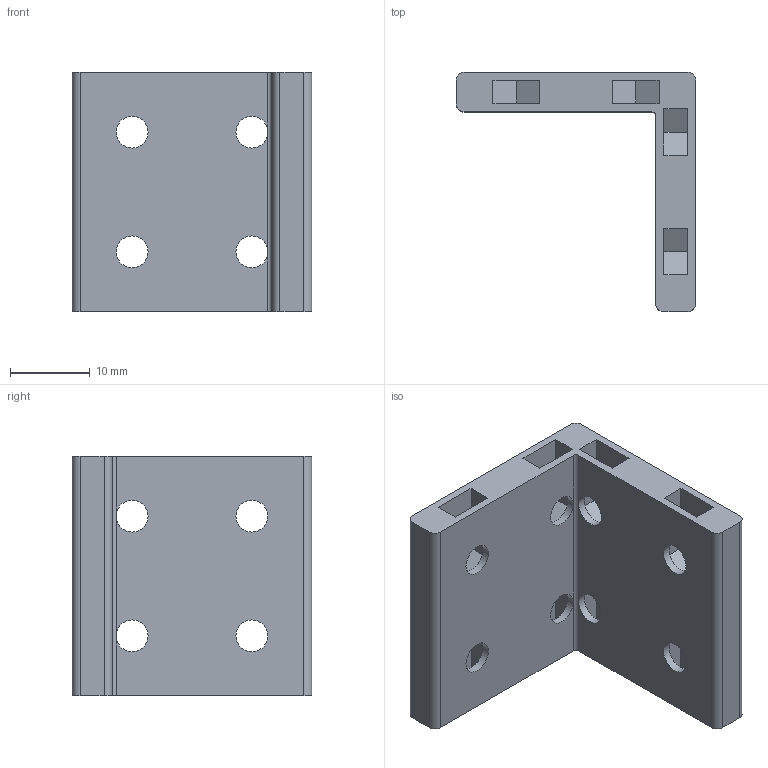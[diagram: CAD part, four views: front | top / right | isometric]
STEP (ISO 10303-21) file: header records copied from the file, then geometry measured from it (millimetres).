
FILE_DESCRIPTION(('STEP AP242'), '1');
FILE_NAME('itemCorner2', '', ('UNSPECIFIED'), ('UNSPECIFIED'), 'C3D Converter', 'C3D Toolkit', '');
FILE_SCHEMA(('AP242_MANAGED_MODEL_BASED_3D_ENGINEERING_MIM_LF { 1 0 10303 442 1 1 4 }'));
Length unit declared in the file: millimetre
Bounding box: 30 x 30 x 30 mm (x, y, z)
Volume: 6624.8 mm3; surface area: 5267 mm2
Topology: 1 solids, 1 shells, 78 faces, 210 edges, 138 vertices
Faces by surface type: plane 56, cylinder 22
Full cylindrical faces by diameter (mm): 4 x16
Entity records: 2451 total; most frequent: CARTESIAN_POINT 411, DIRECTION 398, ORIENTED_EDGE 388, EDGE_CURVE 194, LINE 148, VECTOR 148, VERTEX_POINT 138, EDGE_LOOP 130
